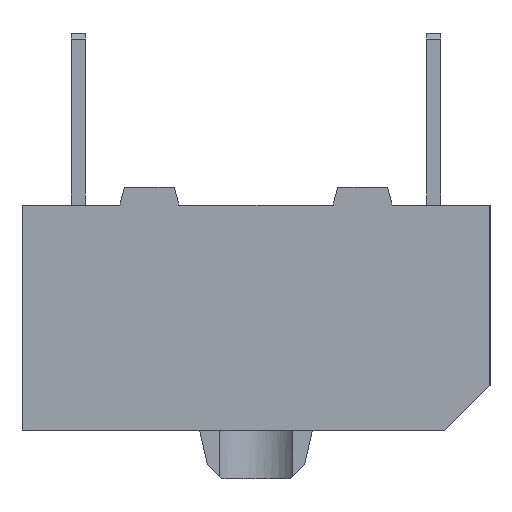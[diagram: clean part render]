
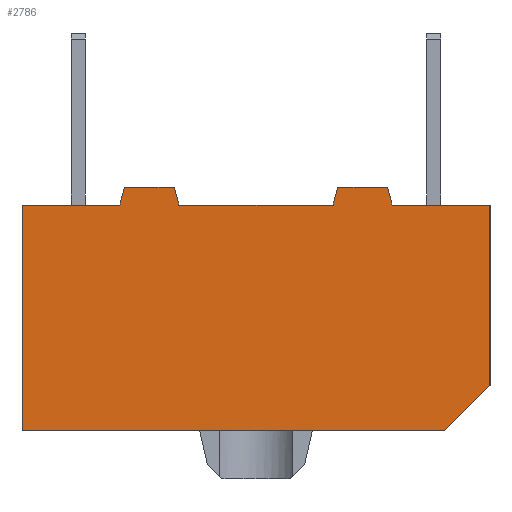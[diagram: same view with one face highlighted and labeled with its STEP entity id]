
A CAD part, left-side view. The second image highlights one B-rep face of the part: STEP entity #2786.
In plain terms, the highlighted planar face has unit normal (-1, 0, 0).
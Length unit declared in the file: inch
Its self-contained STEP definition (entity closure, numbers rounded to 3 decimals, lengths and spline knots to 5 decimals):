
#1=DIRECTION('',(0.,-1.,0.));
#2=VECTOR('',#1,0.0825);
#3=CARTESIAN_POINT('',(-0.59,0.1975,0.095));
#4=LINE('',#3,#2);
#5=DIRECTION('',(0.,-0.259,0.966));
#6=VECTOR('',#5,0.01553);
#7=CARTESIAN_POINT('',(-0.59,0.115,0.095));
#8=LINE('',#7,#6);
#9=DIRECTION('',(0.,-1.,0.));
#10=VECTOR('',#9,0.04196);
#11=CARTESIAN_POINT('',(-0.59,0.11098,0.11));
#12=LINE('',#11,#10);
#13=DIRECTION('',(0.,-0.259,-0.966));
#14=VECTOR('',#13,0.01553);
#15=CARTESIAN_POINT('',(-0.59,0.06902,0.11));
#16=LINE('',#15,#14);
#17=DIRECTION('',(0.,-1.,0.));
#18=VECTOR('',#17,0.13);
#19=CARTESIAN_POINT('',(-0.59,0.065,0.095));
#20=LINE('',#19,#18);
#21=DIRECTION('',(0.,-0.259,0.966));
#22=VECTOR('',#21,0.01553);
#23=CARTESIAN_POINT('',(-0.59,-0.065,0.095));
#24=LINE('',#23,#22);
#25=DIRECTION('',(0.,-1.,0.));
#26=VECTOR('',#25,0.04196);
#27=CARTESIAN_POINT('',(-0.59,-0.06902,0.11));
#28=LINE('',#27,#26);
#29=DIRECTION('',(0.,-0.259,-0.966));
#30=VECTOR('',#29,0.01553);
#31=CARTESIAN_POINT('',(-0.59,-0.11098,0.11));
#32=LINE('',#31,#30);
#33=DIRECTION('',(0.,-1.,0.));
#34=VECTOR('',#33,0.0825);
#35=CARTESIAN_POINT('',(-0.59,-0.115,0.095));
#36=LINE('',#35,#34);
#37=DIRECTION('',(0.,0.,-1.));
#38=VECTOR('',#37,0.152);
#39=CARTESIAN_POINT('',(-0.59,-0.1975,0.095));
#40=LINE('',#39,#38);
#41=DIRECTION('',(0.,-0.707,0.707));
#42=VECTOR('',#41,0.05374);
#43=CARTESIAN_POINT('',(-0.59,-0.1595,-0.095));
#44=LINE('',#43,#42);
#45=DIRECTION('',(0.,1.,0.));
#46=VECTOR('',#45,0.357);
#47=CARTESIAN_POINT('',(-0.59,-0.1595,-0.095));
#48=LINE('',#47,#46);
#49=DIRECTION('',(0.,0.,1.));
#50=VECTOR('',#49,0.19);
#51=CARTESIAN_POINT('',(-0.59,0.1975,-0.095));
#52=LINE('',#51,#50);
#2069=CARTESIAN_POINT('',(-0.59,0.1975,-0.095));
#2070=CARTESIAN_POINT('',(-0.59,0.1975,0.095));
#2071=VERTEX_POINT('',#2069);
#2072=VERTEX_POINT('',#2070);
#2077=CARTESIAN_POINT('',(-0.59,-0.1975,0.095));
#2079=VERTEX_POINT('',#2077);
#2161=CARTESIAN_POINT('',(-0.59,-0.1595,-0.095));
#2162=CARTESIAN_POINT('',(-0.59,-0.1975,-0.057));
#2163=VERTEX_POINT('',#2161);
#2164=VERTEX_POINT('',#2162);
#2201=CARTESIAN_POINT('',(-0.59,-0.06902,0.11));
#2202=CARTESIAN_POINT('',(-0.59,-0.11098,0.11));
#2203=VERTEX_POINT('',#2201);
#2204=VERTEX_POINT('',#2202);
#2205=CARTESIAN_POINT('',(-0.59,0.11098,0.11));
#2206=CARTESIAN_POINT('',(-0.59,0.06902,0.11));
#2207=VERTEX_POINT('',#2205);
#2208=VERTEX_POINT('',#2206);
#2217=CARTESIAN_POINT('',(-0.59,-0.065,0.095));
#2218=VERTEX_POINT('',#2217);
#2219=CARTESIAN_POINT('',(-0.59,-0.115,0.095));
#2220=VERTEX_POINT('',#2219);
#2221=CARTESIAN_POINT('',(-0.59,0.115,0.095));
#2222=VERTEX_POINT('',#2221);
#2223=CARTESIAN_POINT('',(-0.59,0.065,0.095));
#2224=VERTEX_POINT('',#2223);
#2753=CARTESIAN_POINT('',(-0.59,0.,0.));
#2754=DIRECTION('',(1.,0.,0.));
#2755=DIRECTION('',(0.,-1.,0.));
#2756=AXIS2_PLACEMENT_3D('',#2753,#2754,#2755);
#2757=PLANE('',#2756);
#2759=ORIENTED_EDGE('',*,*,#2758,.T.);
#2761=ORIENTED_EDGE('',*,*,#2760,.T.);
#2763=ORIENTED_EDGE('',*,*,#2762,.T.);
#2765=ORIENTED_EDGE('',*,*,#2764,.T.);
#2767=ORIENTED_EDGE('',*,*,#2766,.T.);
#2769=ORIENTED_EDGE('',*,*,#2768,.T.);
#2771=ORIENTED_EDGE('',*,*,#2770,.T.);
#2773=ORIENTED_EDGE('',*,*,#2772,.T.);
#2775=ORIENTED_EDGE('',*,*,#2774,.T.);
#2777=ORIENTED_EDGE('',*,*,#2776,.T.);
#2779=ORIENTED_EDGE('',*,*,#2778,.F.);
#2781=ORIENTED_EDGE('',*,*,#2780,.T.);
#2783=ORIENTED_EDGE('',*,*,#2782,.T.);
#2784=EDGE_LOOP('',(#2759,#2761,#2763,#2765,#2767,#2769,#2771,#2773,#2775,#2777,
#2779,#2781,#2783));
#2785=FACE_OUTER_BOUND('',#2784,.F.);
#2786=ADVANCED_FACE('',(#2785),#2757,.F.);
#2758=EDGE_CURVE('',#2072,#2222,#4,.T.);
#2760=EDGE_CURVE('',#2222,#2207,#8,.T.);
#2762=EDGE_CURVE('',#2207,#2208,#12,.T.);
#2764=EDGE_CURVE('',#2208,#2224,#16,.T.);
#2766=EDGE_CURVE('',#2224,#2218,#20,.T.);
#2768=EDGE_CURVE('',#2218,#2203,#24,.T.);
#2770=EDGE_CURVE('',#2203,#2204,#28,.T.);
#2772=EDGE_CURVE('',#2204,#2220,#32,.T.);
#2774=EDGE_CURVE('',#2220,#2079,#36,.T.);
#2776=EDGE_CURVE('',#2079,#2164,#40,.T.);
#2778=EDGE_CURVE('',#2163,#2164,#44,.T.);
#2780=EDGE_CURVE('',#2163,#2071,#48,.T.);
#2782=EDGE_CURVE('',#2071,#2072,#52,.T.);
